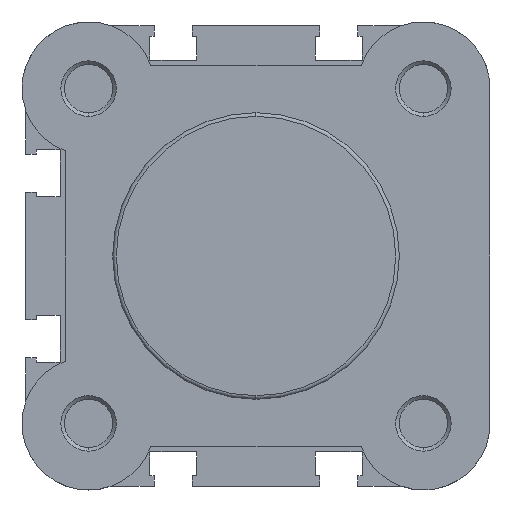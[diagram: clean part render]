
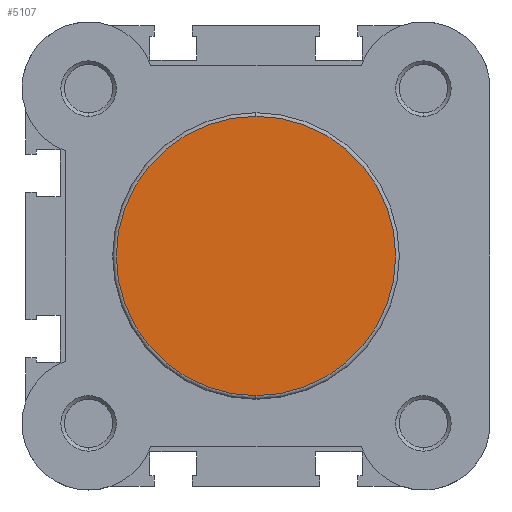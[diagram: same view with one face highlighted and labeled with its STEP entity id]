
A CAD part, left-side view. The second image highlights one B-rep face of the part: STEP entity #5107.
In plain terms, the highlighted planar face has unit normal (-1, 0, 0).
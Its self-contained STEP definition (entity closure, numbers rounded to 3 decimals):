
#503 = CARTESIAN_POINT ( 'NONE',  ( 0., 19.9, 0. ) ) ;
#504 = PLANE ( 'NONE',  #3475 ) ;
#505 = DIRECTION ( 'NONE',  ( 1., 0., 0. ) ) ;
#506 = DIRECTION ( 'NONE',  ( 0., 0., -1. ) ) ;
#1413 = FACE_OUTER_BOUND ( 'NONE', #2373, .T. ) ;
#2168 = ORIENTED_EDGE ( 'NONE', *, *, #2927, .T. ) ;
#2247 = ORIENTED_EDGE ( 'NONE', *, *, #2969, .T. ) ;
#2311 = VERTEX_POINT ( 'NONE', #3968 ) ;
#2312 = VERTEX_POINT ( 'NONE', #3969 ) ;
#2373 = EDGE_LOOP ( 'NONE', ( #2247, #2168 ) ) ;
#2927 = EDGE_CURVE ( 'NONE', #2312, #2311, #6055, .T. ) ;
#2969 = EDGE_CURVE ( 'NONE', #2311, #2312, #6122, .T. ) ;
#3303 = AXIS2_PLACEMENT_3D ( 'NONE', #4475, #4476, #4477 ) ;
#3323 = AXIS2_PLACEMENT_3D ( 'NONE', #4583, #4585, #4586 ) ;
#3475 = AXIS2_PLACEMENT_3D ( 'NONE', #503, #505, #506 ) ;
#3968 = CARTESIAN_POINT ( 'NONE',  ( 0., 0., -19.4 ) ) ;
#3969 = CARTESIAN_POINT ( 'NONE',  ( 0., 0., 19.4 ) ) ;
#4475 = CARTESIAN_POINT ( 'NONE',  ( 0., 0., 0. ) ) ;
#4476 = DIRECTION ( 'NONE',  ( -1., 0., 0. ) ) ;
#4477 = DIRECTION ( 'NONE',  ( 0., 0., -1. ) ) ;
#4583 = CARTESIAN_POINT ( 'NONE',  ( 0., 0., 0. ) ) ;
#4585 = DIRECTION ( 'NONE',  ( -1., 0., 0. ) ) ;
#4586 = DIRECTION ( 'NONE',  ( 0., 0., -1. ) ) ;
#5107 = ADVANCED_FACE ( 'NONE', ( #1413 ), #504, .F. ) ;
#6055 = CIRCLE ( 'NONE', #3303, 19.4 ) ;
#6122 = CIRCLE ( 'NONE', #3323, 19.4 ) ;
